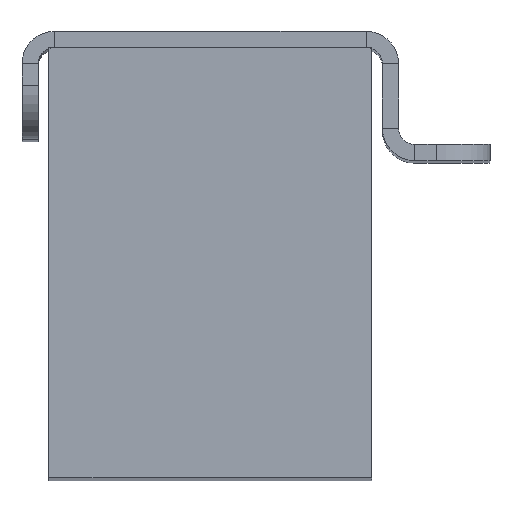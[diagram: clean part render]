
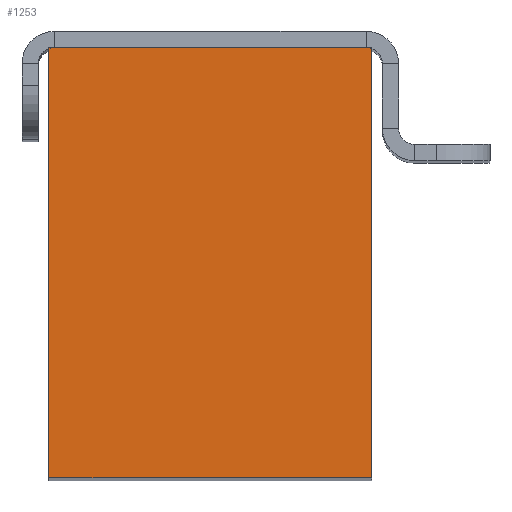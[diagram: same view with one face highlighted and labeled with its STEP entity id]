
A CAD part, top view. The second image highlights one B-rep face of the part: STEP entity #1253.
In plain terms, the highlighted planar face has unit normal (0, 0, 1).
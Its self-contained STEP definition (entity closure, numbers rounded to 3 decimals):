
#64 = VERTEX_POINT ( 'NONE', #729 ) ;
#95 = CARTESIAN_POINT ( 'NONE',  ( 0., -15., 71. ) ) ;
#138 = VERTEX_POINT ( 'NONE', #1334 ) ;
#190 = DIRECTION ( 'NONE',  ( 0., -1., 0. ) ) ;
#266 = EDGE_CURVE ( 'NONE', #138, #64, #1025, .T. ) ;
#267 = FACE_OUTER_BOUND ( 'NONE', #461, .T. ) ;
#275 = CARTESIAN_POINT ( 'NONE',  ( 40., -15., 71. ) ) ;
#386 = CARTESIAN_POINT ( 'NONE',  ( 0., 15., 71. ) ) ;
#392 = LINE ( 'NONE', #480, #1354 ) ;
#445 = AXIS2_PLACEMENT_3D ( 'NONE', #275, #1040, #485 ) ;
#450 = EDGE_CURVE ( 'NONE', #840, #1051, #1165, .T. ) ;
#461 = EDGE_LOOP ( 'NONE', ( #1172, #846, #580, #1190 ) ) ;
#475 = LINE ( 'NONE', #1111, #1125 ) ;
#480 = CARTESIAN_POINT ( 'NONE',  ( 40., 15., 71. ) ) ;
#485 = DIRECTION ( 'NONE',  ( -1., 0., 0. ) ) ;
#518 = VECTOR ( 'NONE', #525, 1000. ) ;
#525 = DIRECTION ( 'NONE',  ( 0., -1., 0. ) ) ;
#545 = CARTESIAN_POINT ( 'NONE',  ( 0., -15., 71. ) ) ;
#580 = ORIENTED_EDGE ( 'NONE', *, *, #266, .F. ) ;
#667 = EDGE_CURVE ( 'NONE', #138, #840, #392, .T. ) ;
#698 = PLANE ( 'NONE',  #445 ) ;
#719 = VECTOR ( 'NONE', #190, 1000. ) ;
#729 = CARTESIAN_POINT ( 'NONE',  ( 40., -15., 71. ) ) ;
#840 = VERTEX_POINT ( 'NONE', #386 ) ;
#846 = ORIENTED_EDGE ( 'NONE', *, *, #1119, .F. ) ;
#1025 = LINE ( 'NONE', #1153, #719 ) ;
#1040 = DIRECTION ( 'NONE',  ( 0., 0., -1. ) ) ;
#1051 = VERTEX_POINT ( 'NONE', #545 ) ;
#1111 = CARTESIAN_POINT ( 'NONE',  ( 40., -15., 71. ) ) ;
#1119 = EDGE_CURVE ( 'NONE', #64, #1051, #475, .T. ) ;
#1125 = VECTOR ( 'NONE', #1198, 1000. ) ;
#1153 = CARTESIAN_POINT ( 'NONE',  ( 40., -15., 71. ) ) ;
#1165 = LINE ( 'NONE', #95, #518 ) ;
#1172 = ORIENTED_EDGE ( 'NONE', *, *, #450, .T. ) ;
#1190 = ORIENTED_EDGE ( 'NONE', *, *, #667, .T. ) ;
#1198 = DIRECTION ( 'NONE',  ( -1., 0., 0. ) ) ;
#1231 = DIRECTION ( 'NONE',  ( -1., 0., 0. ) ) ;
#1253 = ADVANCED_FACE ( 'NONE', ( #267 ), #698, .F. ) ;
#1334 = CARTESIAN_POINT ( 'NONE',  ( 40., 15., 71. ) ) ;
#1354 = VECTOR ( 'NONE', #1231, 1000. ) ;
